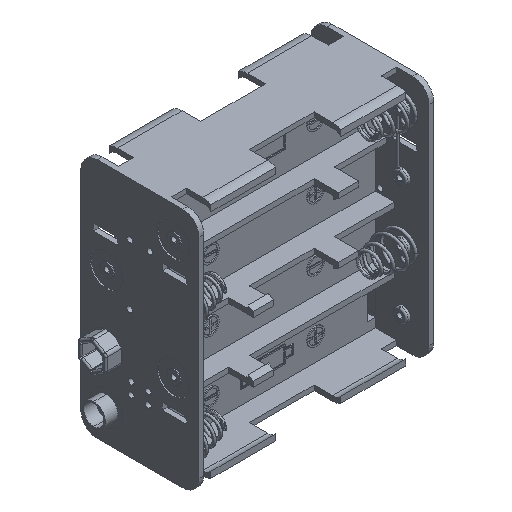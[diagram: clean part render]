
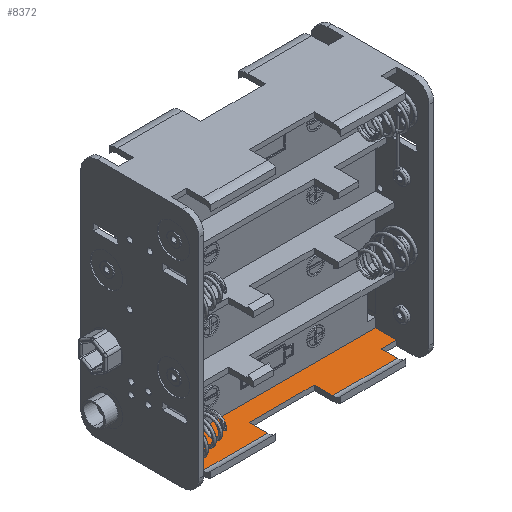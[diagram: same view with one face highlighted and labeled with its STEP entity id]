
A CAD part, isometric view. The second image highlights one B-rep face of the part: STEP entity #8372.
In plain terms, the highlighted planar face has unit normal (0, 0, 1).
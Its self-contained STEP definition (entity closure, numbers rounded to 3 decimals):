
#74 = VERTEX_POINT ( 'NONE', #1395 ) ;
#404 = EDGE_CURVE ( 'NONE', #6616, #35755, #1531, .T. ) ;
#1395 = CARTESIAN_POINT ( 'NONE',  ( -8., 4., -28.55 ) ) ;
#1531 = LINE ( 'NONE', #16548, #1546 ) ;
#1546 = VECTOR ( 'NONE', #1772, 1000. ) ;
#1772 = DIRECTION ( 'NONE',  ( 1., 0., 0. ) ) ;
#2196 = CARTESIAN_POINT ( 'NONE',  ( -24., 14.55, -28.55 ) ) ;
#2681 = VECTOR ( 'NONE', #16662, 1000. ) ;
#2854 = ORIENTED_EDGE ( 'NONE', *, *, #24373, .T. ) ;
#3026 = LINE ( 'NONE', #10299, #29135 ) ;
#3404 = LINE ( 'NONE', #3904, #43203 ) ;
#3688 = VERTEX_POINT ( 'NONE', #39952 ) ;
#3904 = CARTESIAN_POINT ( 'NONE',  ( -28.95, 8.55, -28.55 ) ) ;
#4259 = CARTESIAN_POINT ( 'NONE',  ( 27.75, 8., -28.55 ) ) ;
#4404 = ORIENTED_EDGE ( 'NONE', *, *, #12338, .F. ) ;
#5041 = EDGE_CURVE ( 'NONE', #74, #21143, #3026, .T. ) ;
#6021 = LINE ( 'NONE', #44032, #37259 ) ;
#6472 = EDGE_CURVE ( 'NONE', #20503, #21143, #3404, .T. ) ;
#6616 = VERTEX_POINT ( 'NONE', #7409 ) ;
#7237 = VERTEX_POINT ( 'NONE', #35351 ) ;
#7409 = CARTESIAN_POINT ( 'NONE',  ( -27.75, 13.25, -28.55 ) ) ;
#7984 = DIRECTION ( 'NONE',  ( 1., 0., 0. ) ) ;
#8372 = ADVANCED_FACE ( 'NONE', ( #12974 ), #24724, .T. ) ;
#9018 = VERTEX_POINT ( 'NONE', #19559 ) ;
#9550 = EDGE_CURVE ( 'NONE', #35755, #34995, #36788, .T. ) ;
#9640 = LINE ( 'NONE', #16401, #43406 ) ;
#9748 = CARTESIAN_POINT ( 'NONE',  ( -27.75, 4., -28.55 ) ) ;
#9858 = CARTESIAN_POINT ( 'NONE',  ( -24., 4., -28.55 ) ) ;
#10299 = CARTESIAN_POINT ( 'NONE',  ( -8., 14.55, -28.55 ) ) ;
#11616 = EDGE_CURVE ( 'NONE', #35570, #3688, #9640, .T. ) ;
#11743 = CARTESIAN_POINT ( 'NONE',  ( -28.95, 4., -28.55 ) ) ;
#12338 = EDGE_CURVE ( 'NONE', #35570, #20503, #14025, .T. ) ;
#12488 = CARTESIAN_POINT ( 'NONE',  ( -28.95, 14.55, -28.55 ) ) ;
#12974 = FACE_OUTER_BOUND ( 'NONE', #35414, .T. ) ;
#13465 = DIRECTION ( 'NONE',  ( 0., 0., 1. ) ) ;
#13779 = DIRECTION ( 'NONE',  ( 0., 1., 0. ) ) ;
#14025 = LINE ( 'NONE', #37024, #29125 ) ;
#14030 = DIRECTION ( 'NONE',  ( 0., -1., 0. ) ) ;
#14300 = DIRECTION ( 'NONE',  ( 0., 1., 0. ) ) ;
#16401 = CARTESIAN_POINT ( 'NONE',  ( -28.95, 4., -28.55 ) ) ;
#16548 = CARTESIAN_POINT ( 'NONE',  ( -27.75, 13.25, -28.55 ) ) ;
#16662 = DIRECTION ( 'NONE',  ( 1., 0., 0. ) ) ;
#17091 = CARTESIAN_POINT ( 'NONE',  ( 8., 8.55, -28.55 ) ) ;
#17436 = VECTOR ( 'NONE', #40978, 1000. ) ;
#17464 = DIRECTION ( 'NONE',  ( 0., -1., 0. ) ) ;
#18734 = CARTESIAN_POINT ( 'NONE',  ( 8., 4., -28.55 ) ) ;
#19374 = CARTESIAN_POINT ( 'NONE',  ( -27.75, 8., -28.55 ) ) ;
#19559 = CARTESIAN_POINT ( 'NONE',  ( -24., 8., -28.55 ) ) ;
#19891 = EDGE_CURVE ( 'NONE', #20149, #9018, #38264, .T. ) ;
#19931 = ORIENTED_EDGE ( 'NONE', *, *, #404, .F. ) ;
#20149 = VERTEX_POINT ( 'NONE', #19374 ) ;
#20503 = VERTEX_POINT ( 'NONE', #17091 ) ;
#21143 = VERTEX_POINT ( 'NONE', #26017 ) ;
#23735 = ORIENTED_EDGE ( 'NONE', *, *, #41094, .F. ) ;
#24373 = EDGE_CURVE ( 'NONE', #9018, #31851, #36469, .T. ) ;
#24724 = PLANE ( 'NONE',  #43199 ) ;
#24878 = ORIENTED_EDGE ( 'NONE', *, *, #32916, .F. ) ;
#25757 = LINE ( 'NONE', #9748, #17436 ) ;
#26017 = CARTESIAN_POINT ( 'NONE',  ( -8., 8.55, -28.55 ) ) ;
#26930 = DIRECTION ( 'NONE',  ( -1., 0., 0. ) ) ;
#27794 = DIRECTION ( 'NONE',  ( 0., -1., 0. ) ) ;
#28410 = DIRECTION ( 'NONE',  ( 1., 0., 0. ) ) ;
#29125 = VECTOR ( 'NONE', #13779, 1000. ) ;
#29135 = VECTOR ( 'NONE', #14300, 1000. ) ;
#30748 = LINE ( 'NONE', #11743, #44605 ) ;
#30756 = CARTESIAN_POINT ( 'NONE',  ( -28.95, 8., -28.55 ) ) ;
#31049 = CARTESIAN_POINT ( 'NONE',  ( 24., 14.55, -28.55 ) ) ;
#31851 = VERTEX_POINT ( 'NONE', #9858 ) ;
#32597 = ORIENTED_EDGE ( 'NONE', *, *, #6472, .F. ) ;
#32916 = EDGE_CURVE ( 'NONE', #34995, #7237, #6021, .T. ) ;
#33288 = ORIENTED_EDGE ( 'NONE', *, *, #9550, .F. ) ;
#34115 = ORIENTED_EDGE ( 'NONE', *, *, #19891, .T. ) ;
#34995 = VERTEX_POINT ( 'NONE', #4259 ) ;
#35165 = VECTOR ( 'NONE', #14030, 1000. ) ;
#35351 = CARTESIAN_POINT ( 'NONE',  ( 24., 8., -28.55 ) ) ;
#35414 = EDGE_LOOP ( 'NONE', ( #23735, #24878, #33288, #19931, #38676, #34115, #2854, #46797, #43286, #32597, #4404, #36836 ) ) ;
#35491 = DIRECTION ( 'NONE',  ( 0., 1., 0. ) ) ;
#35570 = VERTEX_POINT ( 'NONE', #18734 ) ;
#35755 = VERTEX_POINT ( 'NONE', #46705 ) ;
#36154 = EDGE_CURVE ( 'NONE', #6616, #20149, #25757, .T. ) ;
#36469 = LINE ( 'NONE', #2196, #40920 ) ;
#36544 = DIRECTION ( 'NONE',  ( -1., 0., 0. ) ) ;
#36788 = LINE ( 'NONE', #48265, #35165 ) ;
#36836 = ORIENTED_EDGE ( 'NONE', *, *, #11616, .T. ) ;
#37024 = CARTESIAN_POINT ( 'NONE',  ( 8., 14.55, -28.55 ) ) ;
#37259 = VECTOR ( 'NONE', #36544, 1000. ) ;
#38264 = LINE ( 'NONE', #30756, #2681 ) ;
#38676 = ORIENTED_EDGE ( 'NONE', *, *, #36154, .T. ) ;
#39643 = VECTOR ( 'NONE', #27794, 1000. ) ;
#39755 = LINE ( 'NONE', #31049, #39643 ) ;
#39952 = CARTESIAN_POINT ( 'NONE',  ( 24., 4., -28.55 ) ) ;
#40920 = VECTOR ( 'NONE', #17464, 1000. ) ;
#40978 = DIRECTION ( 'NONE',  ( 0., -1., 0. ) ) ;
#41094 = EDGE_CURVE ( 'NONE', #7237, #3688, #39755, .T. ) ;
#43199 = AXIS2_PLACEMENT_3D ( 'NONE', #12488, #13465, #35491 ) ;
#43203 = VECTOR ( 'NONE', #26930, 1000. ) ;
#43286 = ORIENTED_EDGE ( 'NONE', *, *, #5041, .T. ) ;
#43406 = VECTOR ( 'NONE', #28410, 1000. ) ;
#44032 = CARTESIAN_POINT ( 'NONE',  ( -28.95, 8., -28.55 ) ) ;
#44605 = VECTOR ( 'NONE', #7984, 1000. ) ;
#45924 = EDGE_CURVE ( 'NONE', #31851, #74, #30748, .T. ) ;
#46705 = CARTESIAN_POINT ( 'NONE',  ( 27.75, 13.25, -28.55 ) ) ;
#46797 = ORIENTED_EDGE ( 'NONE', *, *, #45924, .T. ) ;
#48265 = CARTESIAN_POINT ( 'NONE',  ( 27.75, 4., -28.55 ) ) ;
